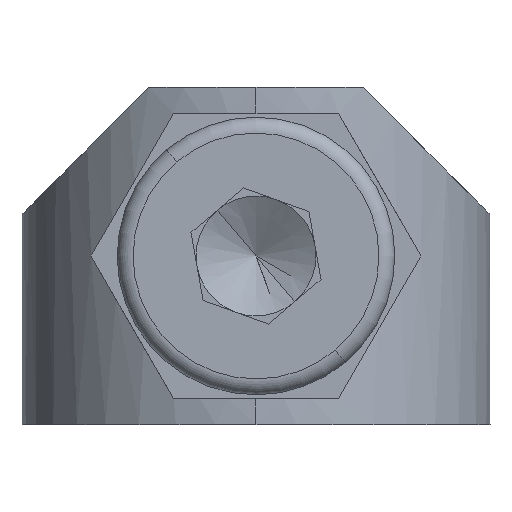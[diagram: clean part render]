
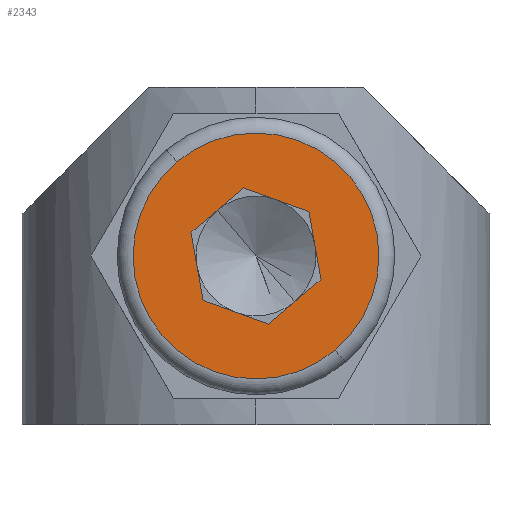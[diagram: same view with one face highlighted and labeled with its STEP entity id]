
A CAD part, left-side view. The second image highlights one B-rep face of the part: STEP entity #2343.
In plain terms, the highlighted planar face has unit normal (-1, 0, 0).
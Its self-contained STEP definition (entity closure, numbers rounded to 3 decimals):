
#36 = VERTEX_POINT ( 'NONE', #2883 ) ;
#46 = VERTEX_POINT ( 'NONE', #2852 ) ;
#74 = VERTEX_POINT ( 'NONE', #2904 ) ;
#240 = CARTESIAN_POINT ( 'NONE',  ( 0., 1.744, 0. ) ) ;
#275 = DIRECTION ( 'NONE',  ( 0., -0.5, -0.866 ) ) ;
#280 = CARTESIAN_POINT ( 'NONE',  ( 0., -0.872, 1.51 ) ) ;
#348 = DIRECTION ( 'NONE',  ( -1., 0., 0. ) ) ;
#349 = CARTESIAN_POINT ( 'NONE',  ( 0., 0., 0. ) ) ;
#423 = DIRECTION ( 'NONE',  ( 0., 0.5, -0.866 ) ) ;
#425 = CARTESIAN_POINT ( 'NONE',  ( 0., -1.744, 0. ) ) ;
#513 = DIRECTION ( 'NONE',  ( 0., 0., 1. ) ) ;
#540 = DIRECTION ( 'NONE',  ( 0., -0.5, -0.866 ) ) ;
#741 = EDGE_CURVE ( 'NONE', #2197, #2126, #1059, .T. ) ;
#747 = EDGE_CURVE ( 'NONE', #74, #46, #1047, .T. ) ;
#748 = EDGE_CURVE ( 'NONE', #2087, #46, #1046, .T. ) ;
#759 = EDGE_CURVE ( 'NONE', #36, #2111, #1031, .T. ) ;
#903 = CIRCLE ( 'NONE', #3351, 3.1 ) ;
#913 = VECTOR ( 'NONE', #275, 1000. ) ;
#915 = VECTOR ( 'NONE', #423, 1000. ) ;
#916 = LINE ( 'NONE', #280, #913 ) ;
#917 = LINE ( 'NONE', #425, #915 ) ;
#921 = VECTOR ( 'NONE', #540, 1000. ) ;
#936 = LINE ( 'NONE', #240, #921 ) ;
#1002 = FACE_OUTER_BOUND ( 'NONE', #1897, .T. ) ;
#1004 = FACE_BOUND ( 'NONE', #1905, .T. ) ;
#1026 = VECTOR ( 'NONE', #1253, 1000. ) ;
#1031 = LINE ( 'NONE', #1255, #1026 ) ;
#1043 = VECTOR ( 'NONE', #1238, 1000. ) ;
#1045 = VECTOR ( 'NONE', #1264, 1000. ) ;
#1046 = LINE ( 'NONE', #1151, #1043 ) ;
#1047 = LINE ( 'NONE', #1185, #1045 ) ;
#1059 = CIRCLE ( 'NONE', #3256, 3.1 ) ;
#1151 = CARTESIAN_POINT ( 'NONE',  ( 0., 1.744, 0. ) ) ;
#1185 = CARTESIAN_POINT ( 'NONE',  ( 0., -0.872, 1.51 ) ) ;
#1217 = CARTESIAN_POINT ( 'NONE',  ( 0., 0., 3.1 ) ) ;
#1221 = CARTESIAN_POINT ( 'NONE',  ( 0., 1.744, 0. ) ) ;
#1238 = DIRECTION ( 'NONE',  ( 0., -0.5, 0.866 ) ) ;
#1243 = CARTESIAN_POINT ( 'NONE',  ( 0., -1.744, 0. ) ) ;
#1253 = DIRECTION ( 'NONE',  ( 0., -1., 0. ) ) ;
#1255 = CARTESIAN_POINT ( 'NONE',  ( 0., 0.872, -1.51 ) ) ;
#1264 = DIRECTION ( 'NONE',  ( 0., 1., 0. ) ) ;
#1271 = CARTESIAN_POINT ( 'NONE',  ( 0., 0., -3.1 ) ) ;
#1297 = DIRECTION ( 'NONE',  ( 0., 0., 1. ) ) ;
#1301 = CARTESIAN_POINT ( 'NONE',  ( 0., -0.872, -1.51 ) ) ;
#1314 = DIRECTION ( 'NONE',  ( -1., 0., 0. ) ) ;
#1317 = CARTESIAN_POINT ( 'NONE',  ( 0., 0., 0. ) ) ;
#1470 = CARTESIAN_POINT ( 'NONE',  ( 0., 0., 0. ) ) ;
#1471 = DIRECTION ( 'NONE',  ( -1., 0., 0. ) ) ;
#1479 = PLANE ( 'NONE',  #3280 ) ;
#1482 = DIRECTION ( 'NONE',  ( 0., 0., 1. ) ) ;
#1897 = EDGE_LOOP ( 'NONE', ( #2171, #2252 ) ) ;
#1905 = EDGE_LOOP ( 'NONE', ( #2270, #2296, #2259, #2209, #2168, #2170 ) ) ;
#2087 = VERTEX_POINT ( 'NONE', #1221 ) ;
#2111 = VERTEX_POINT ( 'NONE', #1301 ) ;
#2126 = VERTEX_POINT ( 'NONE', #1271 ) ;
#2149 = VERTEX_POINT ( 'NONE', #1243 ) ;
#2168 = ORIENTED_EDGE ( 'NONE', *, *, #759, .F. ) ;
#2170 = ORIENTED_EDGE ( 'NONE', *, *, #3089, .F. ) ;
#2171 = ORIENTED_EDGE ( 'NONE', *, *, #741, .T. ) ;
#2197 = VERTEX_POINT ( 'NONE', #1217 ) ;
#2209 = ORIENTED_EDGE ( 'NONE', *, *, #3093, .T. ) ;
#2252 = ORIENTED_EDGE ( 'NONE', *, *, #3102, .T. ) ;
#2259 = ORIENTED_EDGE ( 'NONE', *, *, #3094, .T. ) ;
#2270 = ORIENTED_EDGE ( 'NONE', *, *, #748, .T. ) ;
#2296 = ORIENTED_EDGE ( 'NONE', *, *, #747, .F. ) ;
#2343 = ADVANCED_FACE ( 'NONE', ( #1004, #1002 ), #1479, .T. ) ;
#2852 = CARTESIAN_POINT ( 'NONE',  ( 0., 0.872, 1.51 ) ) ;
#2883 = CARTESIAN_POINT ( 'NONE',  ( 0., 0.872, -1.51 ) ) ;
#2904 = CARTESIAN_POINT ( 'NONE',  ( 0., -0.872, 1.51 ) ) ;
#3089 = EDGE_CURVE ( 'NONE', #2087, #36, #936, .T. ) ;
#3093 = EDGE_CURVE ( 'NONE', #2149, #2111, #917, .T. ) ;
#3094 = EDGE_CURVE ( 'NONE', #74, #2149, #916, .T. ) ;
#3102 = EDGE_CURVE ( 'NONE', #2126, #2197, #903, .T. ) ;
#3256 = AXIS2_PLACEMENT_3D ( 'NONE', #1317, #1314, #1297 ) ;
#3280 = AXIS2_PLACEMENT_3D ( 'NONE', #1470, #1471, #1482 ) ;
#3351 = AXIS2_PLACEMENT_3D ( 'NONE', #349, #348, #513 ) ;
